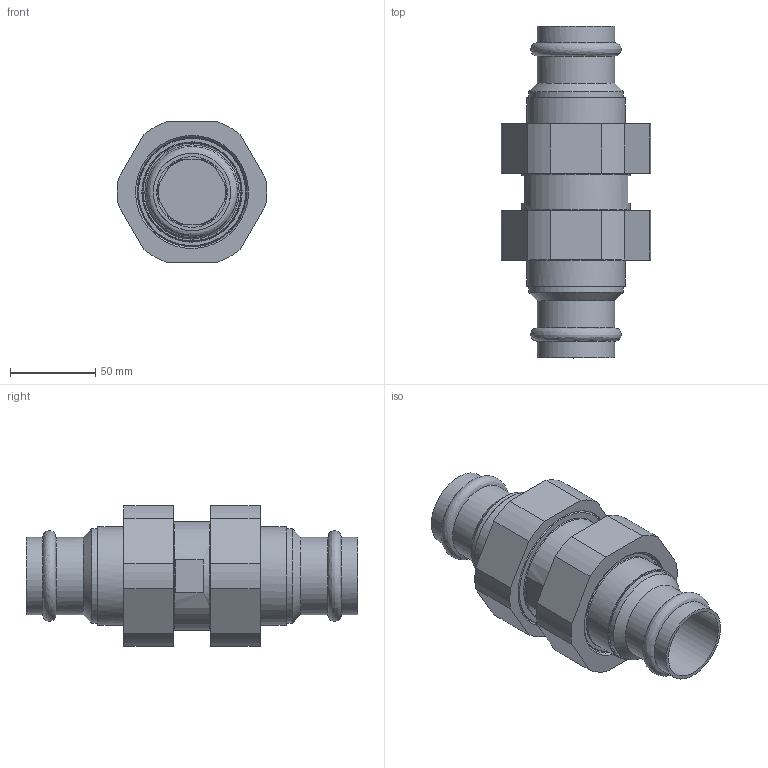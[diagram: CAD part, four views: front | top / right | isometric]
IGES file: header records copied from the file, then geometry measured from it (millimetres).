
Global section: file name: 304786A_Simplify_1; native system: Autodesk Inventor 2025; preprocessor: unknown; author: ischreiner; date: 20250821.101859; units: inch
Bounding box: 87.99 x 195.16 x 82.8 mm (x, y, z)
Volume: 459775.9 mm3; surface area: 125921.4 mm2
Topology: 7 solids, 7 shells, 151 faces, 366 edges, 247 vertices
Faces by surface type: bspline 151
